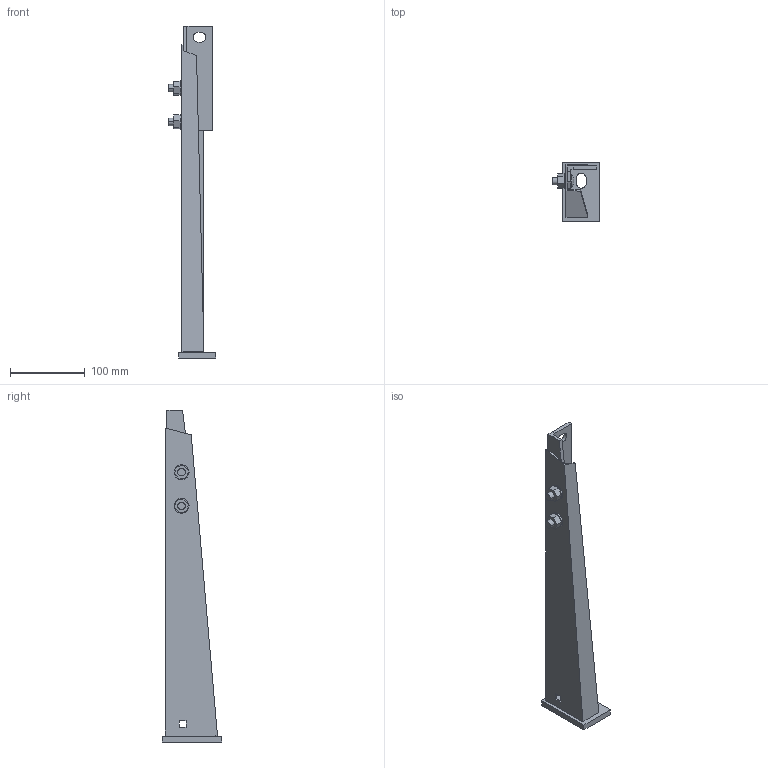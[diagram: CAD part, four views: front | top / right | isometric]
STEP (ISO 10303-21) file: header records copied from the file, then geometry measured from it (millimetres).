
FILE_DESCRIPTION (( 'STEP AP214' ), '1' );
FILE_NAME ('6417078.stp', '2018-11-29T08:56:27', ( '' ), ( '' ), 'SwSTEP 2.0', 'SolidWorks 2018', '' );
FILE_SCHEMA (( 'AUTOMOTIVE_DESIGN' ));
Length unit declared in the file: millimetre
Products named in the file (8): KTS 14.003-030_M10x25-; 011645_Hexagon Nut ISO 4032 - M10 - D - C; 009182_Scheibe DIN 125 - A 10.5; SU005_Standard; KTS 04.005-012_ohne VDE logo; 109698_AS-AW 30 41 ohne VDE; KTS 04.020-006_L=80, t=8, L.loch=13; 6417078
Assembly tree (10 placements, depth 3):
  6417078
    KTS 04.005-012_ohne VDE logo
      KTS 04.020-006_L=80, t=8, L.loch=13
      109698_AS-AW 30 41 ohne VDE
    SU005_Standard
    009182_Scheibe DIN 125 - A 10.5  x2
    011645_Hexagon Nut ISO 4032 - M10 - D - C  x2
    KTS 14.003-030_M10x25-  x2
Bounding box: 64 x 80 x 443 mm (x, y, z)
Volume: 160225.5 mm3; surface area: 118925.7 mm2
Topology: 9 solids, 9 shells, 163 faces, 415 edges, 272 vertices
Faces by surface type: plane 110, cylinder 47, sphere 4, bspline 2
Entity records: 4520 total; most frequent: CARTESIAN_POINT 831, DIRECTION 702, ORIENTED_EDGE 694, EDGE_CURVE 347, LINE 260, VECTOR 260, VERTEX_POINT 229, AXIS2_PLACEMENT_3D 221
